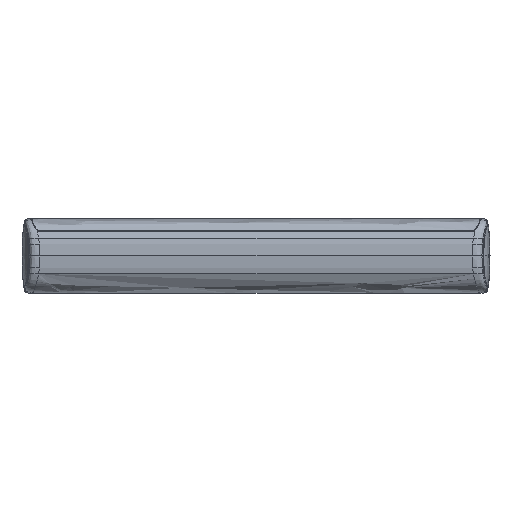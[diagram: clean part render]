
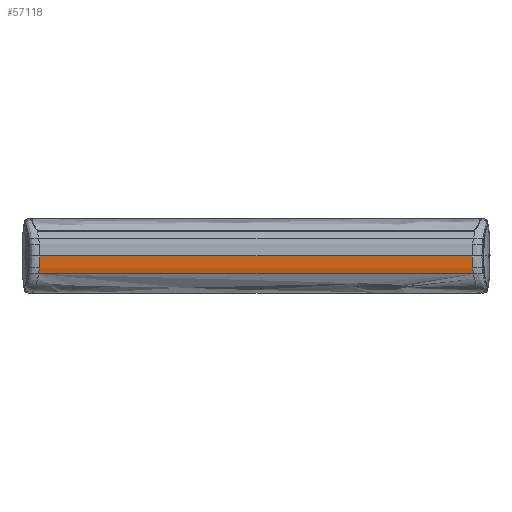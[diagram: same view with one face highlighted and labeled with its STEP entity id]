
A CAD part, front view. The second image highlights one B-rep face of the part: STEP entity #57118.
In plain terms, the highlighted free-form (B-spline) face has degree [3, 1] with [8, 2] control points.
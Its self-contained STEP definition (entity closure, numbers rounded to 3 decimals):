
#649=B_SPLINE_SURFACE_WITH_KNOTS('',3,1,((#99783,#99784),(#99785,#99786),
(#99787,#99788),(#99789,#99790),(#99791,#99792),(#99793,#99794),(#99795,
#99796),(#99797,#99798)),.UNSPECIFIED.,.F.,.F.,.F.,(4,1,1,1,1,4),(2,2),
(0.016,0.032,0.224,0.416,0.692,
0.967),(0.,17.683),.UNSPECIFIED.);
#3777=B_SPLINE_CURVE_WITH_KNOTS('',3,(#99692,#99693,#99694,#99695,#99696,
#99697,#99698,#99699,#99700,#99701,#99702,#99703,#99704,#99705,#99706,#99707),
 .UNSPECIFIED.,.F.,.F.,(4,3,3,3,3,4),(0.,0.36,0.437,
0.753,0.875,1.),.UNSPECIFIED.);
#3779=B_SPLINE_CURVE_WITH_KNOTS('',3,(#99777,#99778,#99779,#99780,#99781,
#99782),.UNSPECIFIED.,.F.,.F.,(4,2,4),(0.,0.5,1.),.UNSPECIFIED.);
#3780=B_SPLINE_CURVE_WITH_KNOTS('',3,(#99802,#99803,#99804,#99805,#99806,
#99807,#99808,#99809,#99810,#99811,#99812,#99813,#99814,#99815,#99816,#99817),
 .UNSPECIFIED.,.F.,.F.,(4,3,3,3,3,4),(0.,0.125,0.441,
0.563,0.923,1.),.UNSPECIFIED.);
#3781=B_SPLINE_CURVE_WITH_KNOTS('',3,(#99818,#99819,#99820,#99821),
 .UNSPECIFIED.,.F.,.F.,(4,4),(0.,1.),.UNSPECIFIED.);
#6492=FACE_OUTER_BOUND('',#9729,.T.);
#9729=EDGE_LOOP('',(#40218,#40219,#40220,#40221,#40222,#40223));
#13289=LINE('',#94262,#18474);
#13297=LINE('',#99800,#18482);
#18474=VECTOR('',#64599,10.);
#18482=VECTOR('',#64631,1000.);
#24968=VERTEX_POINT('',#93985);
#24976=VERTEX_POINT('',#94261);
#25069=VERTEX_POINT('',#99626);
#25070=VERTEX_POINT('',#99691);
#25071=VERTEX_POINT('',#99799);
#25072=VERTEX_POINT('',#99801);
#30879=EDGE_CURVE('',#24976,#24968,#13289,.T.);
#31008=EDGE_CURVE('',#25069,#25070,#3777,.T.);
#31010=EDGE_CURVE('',#25070,#24968,#3779,.T.);
#31011=EDGE_CURVE('',#25069,#25071,#13297,.T.);
#31012=EDGE_CURVE('',#25072,#25071,#3780,.T.);
#31013=EDGE_CURVE('',#25072,#24976,#3781,.T.);
#40218=ORIENTED_EDGE('',*,*,#31010,.F.);
#40219=ORIENTED_EDGE('',*,*,#31008,.F.);
#40220=ORIENTED_EDGE('',*,*,#31011,.T.);
#40221=ORIENTED_EDGE('',*,*,#31012,.F.);
#40222=ORIENTED_EDGE('',*,*,#31013,.T.);
#40223=ORIENTED_EDGE('',*,*,#30879,.T.);
#57118=ADVANCED_FACE('',(#6492),#649,.F.);
#64599=DIRECTION('',(1.,0.,0.));
#64631=DIRECTION('',(-1.,0.,0.));
#93985=CARTESIAN_POINT('',(72.807,-36.393,-6.));
#94261=CARTESIAN_POINT('',(-72.807,-36.393,-6.));
#94262=CARTESIAN_POINT('',(-72.807,-36.393,-6.));
#99626=CARTESIAN_POINT('',(72.375,-37.034,0.));
#99691=CARTESIAN_POINT('',(72.551,-36.786,-3.995));
#99692=CARTESIAN_POINT('Ctrl Pts',(72.375,-37.034,0.));
#99693=CARTESIAN_POINT('Ctrl Pts',(72.375,-37.034,-0.481));
#99694=CARTESIAN_POINT('Ctrl Pts',(72.383,-37.023,-0.963));
#99695=CARTESIAN_POINT('Ctrl Pts',(72.398,-37.002,-1.443));
#99696=CARTESIAN_POINT('Ctrl Pts',(72.401,-36.997,-1.546));
#99697=CARTESIAN_POINT('Ctrl Pts',(72.404,-36.992,-1.649));
#99698=CARTESIAN_POINT('Ctrl Pts',(72.408,-36.987,-1.753));
#99699=CARTESIAN_POINT('Ctrl Pts',(72.424,-36.965,-2.174));
#99700=CARTESIAN_POINT('Ctrl Pts',(72.446,-36.935,-2.594));
#99701=CARTESIAN_POINT('Ctrl Pts',(72.474,-36.896,-3.014));
#99702=CARTESIAN_POINT('Ctrl Pts',(72.485,-36.881,-3.176));
#99703=CARTESIAN_POINT('Ctrl Pts',(72.497,-36.864,-3.338));
#99704=CARTESIAN_POINT('Ctrl Pts',(72.509,-36.846,-3.5));
#99705=CARTESIAN_POINT('Ctrl Pts',(72.522,-36.828,-3.665));
#99706=CARTESIAN_POINT('Ctrl Pts',(72.536,-36.808,-3.831));
#99707=CARTESIAN_POINT('Ctrl Pts',(72.551,-36.786,-3.995));
#99777=CARTESIAN_POINT('Ctrl Pts',(72.551,-36.786,-3.995));
#99778=CARTESIAN_POINT('Ctrl Pts',(72.577,-36.752,-4.253));
#99779=CARTESIAN_POINT('Ctrl Pts',(72.609,-36.708,-4.551));
#99780=CARTESIAN_POINT('Ctrl Pts',(72.692,-36.583,-5.222));
#99781=CARTESIAN_POINT('Ctrl Pts',(72.742,-36.503,-5.595));
#99782=CARTESIAN_POINT('Ctrl Pts',(72.807,-36.393,-6.));
#99783=CARTESIAN_POINT('Ctrl Pts',(-73.68,-36.393,-6.));
#99784=CARTESIAN_POINT('Ctrl Pts',(103.152,-36.393,-6.));
#99785=CARTESIAN_POINT('Ctrl Pts',(-73.68,-36.402,
-5.967));
#99786=CARTESIAN_POINT('Ctrl Pts',(103.152,-36.402,-5.967));
#99787=CARTESIAN_POINT('Ctrl Pts',(-73.68,-36.515,-5.541));
#99788=CARTESIAN_POINT('Ctrl Pts',(103.152,-36.515,-5.541));
#99789=CARTESIAN_POINT('Ctrl Pts',(-73.68,-36.693,-4.711));
#99790=CARTESIAN_POINT('Ctrl Pts',(103.152,-36.693,-4.711));
#99791=CARTESIAN_POINT('Ctrl Pts',(-73.68,-36.879,-3.325));
#99792=CARTESIAN_POINT('Ctrl Pts',(103.152,-36.879,-3.325));
#99793=CARTESIAN_POINT('Ctrl Pts',(-73.68,-37.002,
-1.753));
#99794=CARTESIAN_POINT('Ctrl Pts',(103.152,-37.002,-1.753));
#99795=CARTESIAN_POINT('Ctrl Pts',(-73.68,-37.034,
-0.584));
#99796=CARTESIAN_POINT('Ctrl Pts',(103.152,-37.034,-0.584));
#99797=CARTESIAN_POINT('Ctrl Pts',(-73.68,-37.034,
0.));
#99798=CARTESIAN_POINT('Ctrl Pts',(103.152,-37.034,0.));
#99799=CARTESIAN_POINT('',(-72.375,-37.034,0.));
#99800=CARTESIAN_POINT('',(72.375,-37.034,0.));
#99801=CARTESIAN_POINT('',(-72.551,-36.786,-3.996));
#99802=CARTESIAN_POINT('Ctrl Pts',(-72.551,-36.786,-3.995));
#99803=CARTESIAN_POINT('Ctrl Pts',(-72.536,-36.808,
-3.831));
#99804=CARTESIAN_POINT('Ctrl Pts',(-72.522,-36.828,
-3.665));
#99805=CARTESIAN_POINT('Ctrl Pts',(-72.509,-36.846,
-3.5));
#99806=CARTESIAN_POINT('Ctrl Pts',(-72.477,-36.892,
-3.082));
#99807=CARTESIAN_POINT('Ctrl Pts',(-72.45,-36.929,
-2.662));
#99808=CARTESIAN_POINT('Ctrl Pts',(-72.429,-36.958,
-2.241));
#99809=CARTESIAN_POINT('Ctrl Pts',(-72.422,-36.969,
-2.079));
#99810=CARTESIAN_POINT('Ctrl Pts',(-72.414,-36.978,
-1.916));
#99811=CARTESIAN_POINT('Ctrl Pts',(-72.408,-36.987,
-1.753));
#99812=CARTESIAN_POINT('Ctrl Pts',(-72.39,-37.012,
-1.272));
#99813=CARTESIAN_POINT('Ctrl Pts',(-72.38,-37.028,
-0.791));
#99814=CARTESIAN_POINT('Ctrl Pts',(-72.376,-37.032,
-0.31));
#99815=CARTESIAN_POINT('Ctrl Pts',(-72.376,-37.033,
-0.207));
#99816=CARTESIAN_POINT('Ctrl Pts',(-72.375,-37.034,
-0.103));
#99817=CARTESIAN_POINT('Ctrl Pts',(-72.375,-37.034,0.));
#99818=CARTESIAN_POINT('Ctrl Pts',(-72.551,-36.786,-3.995));
#99819=CARTESIAN_POINT('Ctrl Pts',(-72.62,-36.694,
-4.684));
#99820=CARTESIAN_POINT('Ctrl Pts',(-72.705,-36.568,
-5.355));
#99821=CARTESIAN_POINT('Ctrl Pts',(-72.807,-36.393,-6.));
